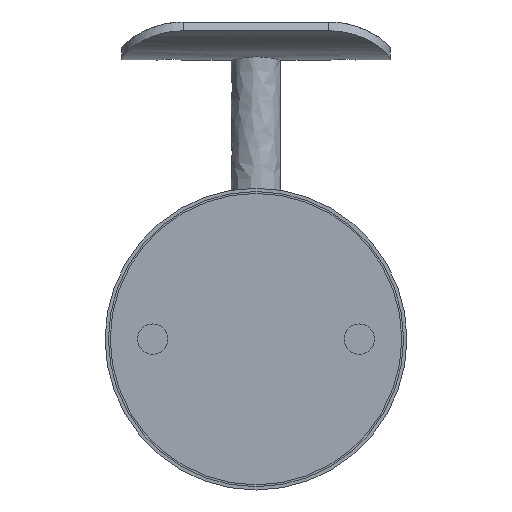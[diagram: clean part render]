
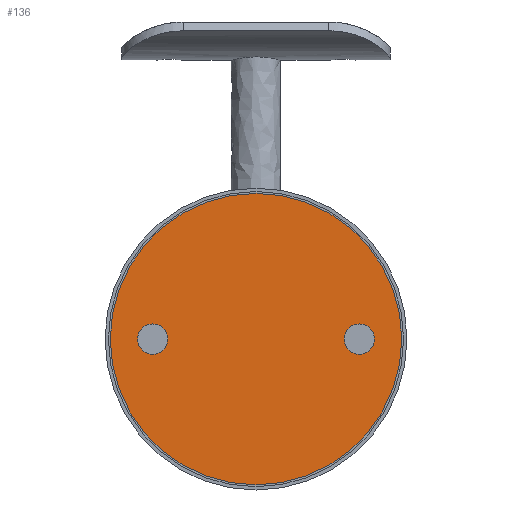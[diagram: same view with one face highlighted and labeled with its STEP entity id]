
A CAD part, left-side view. The second image highlights one B-rep face of the part: STEP entity #136.
In plain terms, the highlighted planar face has unit normal (-1, 0, 0).
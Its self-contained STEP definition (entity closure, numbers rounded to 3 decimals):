
#57=PLANE('',#466);
#91=CIRCLE('',#459,3.675);
#92=CIRCLE('',#461,35.25);
#94=CIRCLE('',#464,3.675);
#136=ADVANCED_FACE('',(#171,#172,#173),#57,.F.);
#171=FACE_BOUND('',#217,.T.);
#172=FACE_BOUND('',#218,.T.);
#173=FACE_BOUND('',#219,.T.);
#217=EDGE_LOOP('',(#293));
#218=EDGE_LOOP('',(#294));
#219=EDGE_LOOP('',(#295));
#293=ORIENTED_EDGE('',*,*,#403,.F.);
#294=ORIENTED_EDGE('',*,*,#402,.T.);
#295=ORIENTED_EDGE('',*,*,#405,.T.);
#358=VERTEX_POINT('',#1790);
#359=VERTEX_POINT('',#1793);
#361=VERTEX_POINT('',#1798);
#402=EDGE_CURVE('',#358,#358,#91,.T.);
#403=EDGE_CURVE('',#359,#359,#92,.T.);
#405=EDGE_CURVE('',#361,#361,#94,.T.);
#459=AXIS2_PLACEMENT_3D('',#1789,#533,#534);
#461=AXIS2_PLACEMENT_3D('',#1792,#537,#538);
#464=AXIS2_PLACEMENT_3D('',#1797,#543,#544);
#466=AXIS2_PLACEMENT_3D('',#1800,#547,#548);
#533=DIRECTION('',(1.,0.,0.));
#534=DIRECTION('',(0.,0.,-1.));
#537=DIRECTION('',(1.,0.,0.));
#538=DIRECTION('',(0.,0.,-1.));
#543=DIRECTION('',(1.,0.,0.));
#544=DIRECTION('',(0.,0.,-1.));
#547=DIRECTION('',(1.,0.,0.));
#548=DIRECTION('',(0.,0.,1.));
#1789=CARTESIAN_POINT('',(1.,25.,0.));
#1790=CARTESIAN_POINT('',(1.,25.,-3.675));
#1792=CARTESIAN_POINT('',(1.,0.,0.));
#1793=CARTESIAN_POINT('',(1.,0.,-35.25));
#1797=CARTESIAN_POINT('',(1.,-25.,0.));
#1798=CARTESIAN_POINT('',(1.,-25.,-3.675));
#1800=CARTESIAN_POINT('',(1.,0.,0.));
